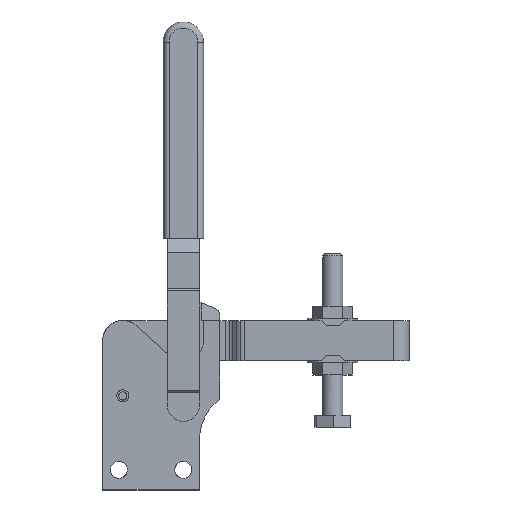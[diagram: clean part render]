
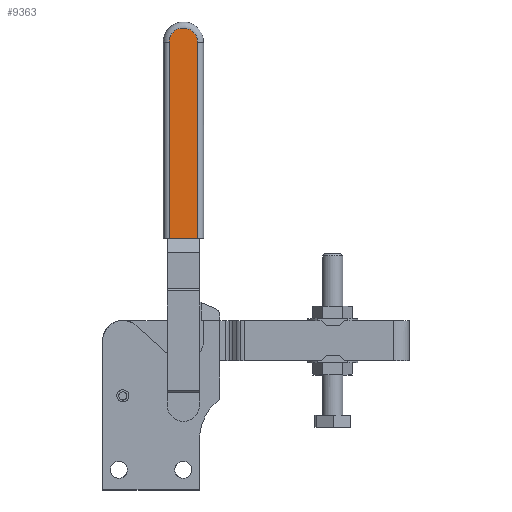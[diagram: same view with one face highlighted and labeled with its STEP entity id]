
A CAD part, top view. The second image highlights one B-rep face of the part: STEP entity #9363.
In plain terms, the highlighted planar face has unit normal (0, 0, 1).
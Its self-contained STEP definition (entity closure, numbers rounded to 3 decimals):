
#9322=AXIS2_PLACEMENT_3D('Plane Axis2P3D',#9319,#9320,#9321) ;
#7236=CARTESIAN_POINT('Vertex',(-965.358,170.749,6.)) ;
#7239=CARTESIAN_POINT('Line Origine',(-972.358,170.749,6.)) ;
#7243=CARTESIAN_POINT('Vertex',(-979.358,170.749,6.)) ;
#9297=CARTESIAN_POINT('Vertex',(-965.358,268.092,6.)) ;
#9300=CARTESIAN_POINT('Line Origine',(-965.358,268.092,6.)) ;
#9319=CARTESIAN_POINT('Axis2P3D Location',(-968.858,268.092,6.)) ;
#9325=CARTESIAN_POINT('Control Point',(-979.358,268.092,6.)) ;
#9326=CARTESIAN_POINT('Control Point',(-979.358,268.74,6.)) ;
#9327=CARTESIAN_POINT('Control Point',(-979.283,269.388,6.)) ;
#9328=CARTESIAN_POINT('Control Point',(-979.133,270.025,6.)) ;
#9329=CARTESIAN_POINT('Control Point',(-978.688,271.252,6.)) ;
#9330=CARTESIAN_POINT('Control Point',(-977.975,272.344,6.)) ;
#9331=CARTESIAN_POINT('Control Point',(-977.557,272.847,6.)) ;
#9332=CARTESIAN_POINT('Control Point',(-976.611,273.746,6.)) ;
#9333=CARTESIAN_POINT('Control Point',(-975.485,274.405,6.)) ;
#9334=CARTESIAN_POINT('Control Point',(-974.887,274.668,6.)) ;
#9335=CARTESIAN_POINT('Control Point',(-973.639,275.05,6.)) ;
#9336=CARTESIAN_POINT('Control Point',(-972.337,275.137,6.)) ;
#9337=CARTESIAN_POINT('Control Point',(-971.684,275.105,6.)) ;
#9338=CARTESIAN_POINT('Control Point',(-970.397,274.89,6.)) ;
#9339=CARTESIAN_POINT('Control Point',(-969.193,274.387,6.)) ;
#9340=CARTESIAN_POINT('Control Point',(-968.623,274.066,6.)) ;
#9341=CARTESIAN_POINT('Control Point',(-967.568,273.299,6.)) ;
#9342=CARTESIAN_POINT('Control Point',(-966.715,272.311,6.)) ;
#9343=CARTESIAN_POINT('Control Point',(-966.349,271.77,6.)) ;
#9344=CARTESIAN_POINT('Control Point',(-965.811,270.735,6.)) ;
#9345=CARTESIAN_POINT('Control Point',(-965.497,269.616,6.)) ;
#9346=CARTESIAN_POINT('Control Point',(-965.404,269.112,6.)) ;
#9347=CARTESIAN_POINT('Control Point',(-965.358,268.602,6.)) ;
#9348=CARTESIAN_POINT('Control Point',(-965.358,268.092,6.)) ;
#9349=CARTESIAN_POINT('Vertex',(-979.358,268.092,6.)) ;
#9352=CARTESIAN_POINT('Line Origine',(-979.358,219.421,6.)) ;
#7240=DIRECTION('Vector Direction',(1.,0.,0.)) ;
#9301=DIRECTION('Vector Direction',(0.,-1.,0.)) ;
#9320=DIRECTION('Axis2P3D Direction',(-0.,0.,1.)) ;
#9321=DIRECTION('Axis2P3D XDirection',(1.,0.,0.)) ;
#9353=DIRECTION('Vector Direction',(0.,-1.,0.)) ;
#7241=VECTOR('Line Direction',#7240,1.) ;
#9302=VECTOR('Line Direction',#9301,1.) ;
#9354=VECTOR('Line Direction',#9353,1.) ;
#9358=ORIENTED_EDGE('',*,*,#9351,.F.) ;
#9359=ORIENTED_EDGE('',*,*,#9356,.T.) ;
#9360=ORIENTED_EDGE('',*,*,#7245,.T.) ;
#9361=ORIENTED_EDGE('',*,*,#9304,.F.) ;
#9363=ADVANCED_FACE('VERTIKALSPANNER_TS_V_360_U_357863',(#9362),#9323,.T.) ;
#9324=B_SPLINE_CURVE_WITH_KNOTS('',5,(#9325,#9326,#9327,#9328,#9329,#9330,#9331,#9332,#9333,#9334,#9335,#9336,#9337,#9338,#9339,#9340,#9341,#9342,#9343,#9344,#9345,#9346,#9347,#9348),.UNSPECIFIED.,.F.,.U.,(6,3,3,3,3,3,3,6),(0.,4.583,9.165,13.748,18.33,22.913,27.495,31.1),.UNSPECIFIED.) ;
#7245=EDGE_CURVE('',#7244,#7237,#7242,.T.) ;
#9304=EDGE_CURVE('',#9298,#7237,#9303,.T.) ;
#9351=EDGE_CURVE('',#9350,#9298,#9324,.T.) ;
#9356=EDGE_CURVE('',#9350,#7244,#9355,.T.) ;
#9357=EDGE_LOOP('',(#9358,#9359,#9360,#9361)) ;
#9362=FACE_OUTER_BOUND('',#9357,.T.) ;
#7242=LINE('Line',#7239,#7241) ;
#9303=LINE('Line',#9300,#9302) ;
#9355=LINE('Line',#9352,#9354) ;
#9323=PLANE('Plane',#9322) ;
#7237=VERTEX_POINT('',#7236) ;
#7244=VERTEX_POINT('',#7243) ;
#9298=VERTEX_POINT('',#9297) ;
#9350=VERTEX_POINT('',#9349) ;
